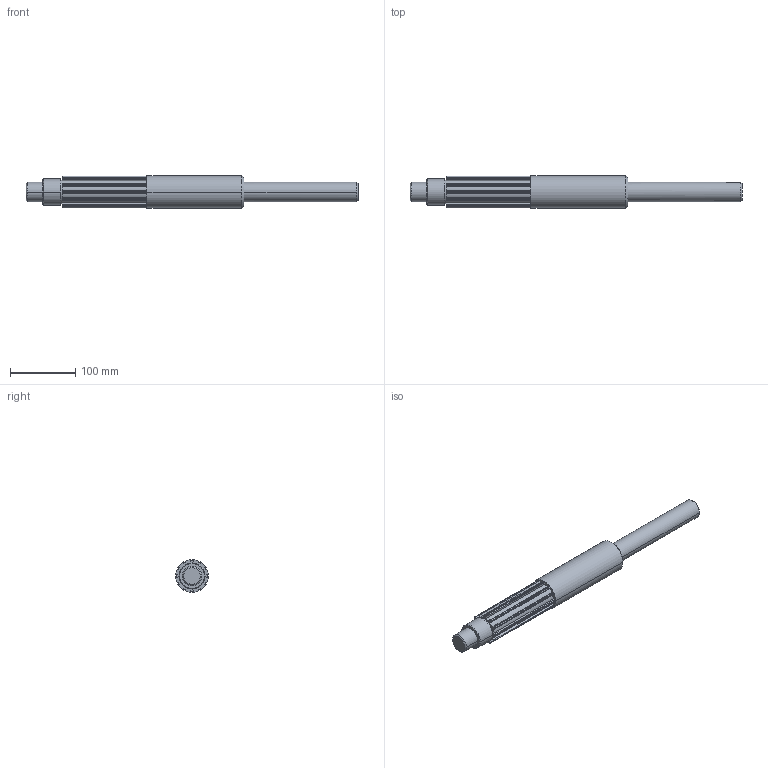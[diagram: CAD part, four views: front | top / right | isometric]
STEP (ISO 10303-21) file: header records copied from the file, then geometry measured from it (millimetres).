
FILE_DESCRIPTION((''),'2;1');
FILE_NAME('3000','2022-11-17T09:14:11',('A'),('IRISOFT'),'CREO PARAMETRIC BY PTC INC, 2022164','CREO PARAMETRIC BY PTC INC, 2022164','');
FILE_SCHEMA(('AUTOMOTIVE_DESIGN { 1 0 10303 214 1 1 1 1 }'));
Length unit declared in the file: millimetre
Products named in the file (1): 3000
Bounding box: 510.59 x 50 x 50 mm (x, y, z)
Volume: 654983.2 mm3; surface area: 77592 mm2
Topology: 1 solids, 1 shells, 100 faces, 272 edges, 180 vertices
Faces by surface type: cylinder 47, plane 46, cone 7
Entity records: 3833 total; most frequent: DIRECTION 643, CARTESIAN_POINT 625, ORIENTED_EDGE 542, EDGE_CURVE 271, AXIS2_PLACEMENT_3D 223, VECTOR 194, LINE 194, VERTEX_POINT 178
